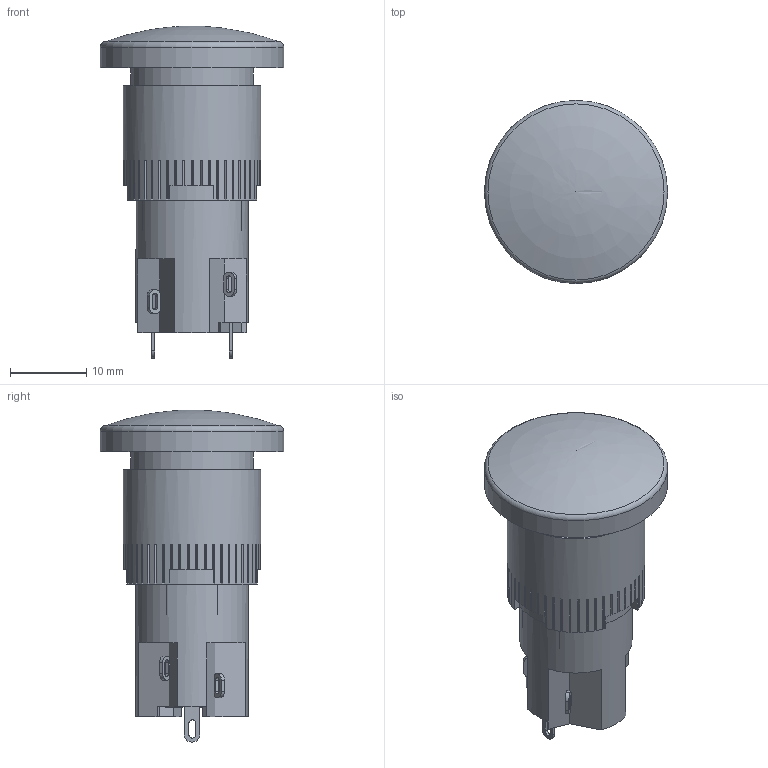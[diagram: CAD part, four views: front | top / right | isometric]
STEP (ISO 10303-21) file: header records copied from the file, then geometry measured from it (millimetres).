
FILE_DESCRIPTION((' '),'2;1');
FILE_NAME('D16xxR10xxx.stp','2017-07-21T11:20:57',(' '),(' '),' ','ACIS',' ');
FILE_SCHEMA(('CONFIG_CONTROL_DESIGN'));
Length unit declared in the file: inch
Products named in the file (3): D16xxR10xxx.stp; Body1; Body2
Assembly tree (2 placements, depth 2):
  D16xxR10xxx.stp
    Body1
    Body2
Bounding box: 24 x 24 x 43.5 mm (x, y, z)
Volume: 7718.4 mm3; surface area: 5433.7 mm2
Topology: 2 solids, 4 shells, 531 faces, 1519 edges, 1010 vertices
Faces by surface type: plane 405, cylinder 69, bspline 55, torus 1, cone 1
Full cylindrical faces by diameter (mm): 3.2 x2, 3.5 x1, 8.4 x1, 14.7 x1, 16.1 x1, 18 x1, 24 x1
Entity records: 19477 total; most frequent: CARTESIAN_POINT 5367, ORIENTED_EDGE 3002, DIRECTION 2629, EDGE_CURVE 1501, VECTOR 1111, LINE 1111, VERTEX_POINT 1003, AXIS2_PLACEMENT_3D 759
